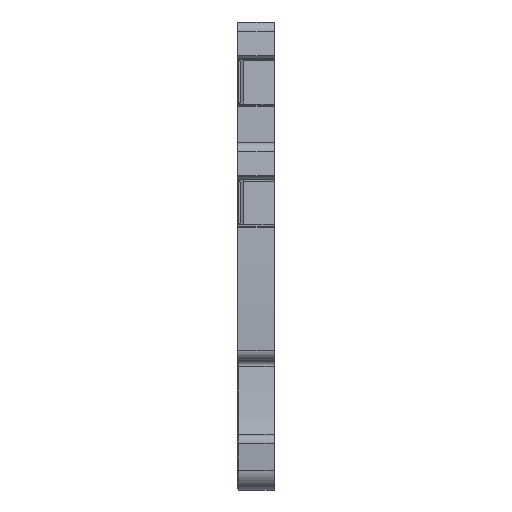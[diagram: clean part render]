
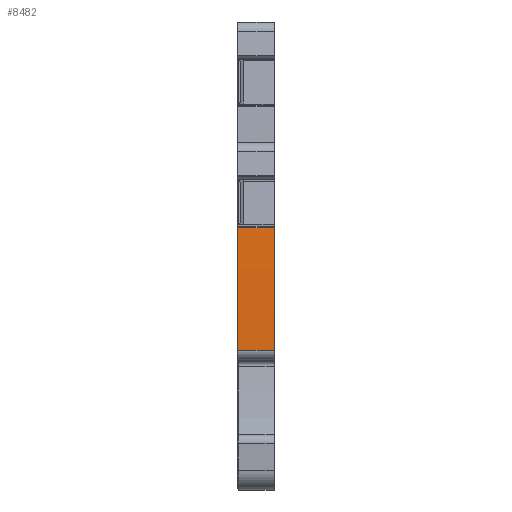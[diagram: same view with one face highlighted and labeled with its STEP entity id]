
A CAD part, front view. The second image highlights one B-rep face of the part: STEP entity #8482.
In plain terms, the highlighted cylindrical face has radius 122.2 mm (diameter 244.4 mm), a partial arc.
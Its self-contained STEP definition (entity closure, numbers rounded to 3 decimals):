
#1373=AXIS2_PLACEMENT_3D('Circle Axis2P3D',#1371,#1372,$) ;
#7793=AXIS2_PLACEMENT_3D('Cylinder Axis2P3D',#7790,#7791,#7792) ;
#8466=AXIS2_PLACEMENT_3D('Circle Axis2P3D',#8464,#8465,$) ;
#1368=CARTESIAN_POINT('Vertex',(3.5,1.748,25.212)) ;
#1371=CARTESIAN_POINT('Axis2P3D Location',(3.5,123.675,17.05)) ;
#1375=CARTESIAN_POINT('Vertex',(3.5,1.529,13.42)) ;
#7790=CARTESIAN_POINT('Axis2P3D Location',(1.75,123.675,17.05)) ;
#8448=CARTESIAN_POINT('Vertex',(0.,1.748,25.212)) ;
#8451=CARTESIAN_POINT('Line Origine',(1.75,1.748,25.212)) ;
#8464=CARTESIAN_POINT('Axis2P3D Location',(0.,123.675,17.05)) ;
#8468=CARTESIAN_POINT('Vertex',(0.,1.529,13.42)) ;
#8471=CARTESIAN_POINT('Line Origine',(1.75,1.529,13.42)) ;
#1372=DIRECTION('Axis2P3D Direction',(1.,0.,0.)) ;
#7791=DIRECTION('Axis2P3D Direction',(1.,0.,0.)) ;
#7792=DIRECTION('Axis2P3D XDirection',(0.,-0.992,0.126)) ;
#8452=DIRECTION('Vector Direction',(1.,0.,0.)) ;
#8465=DIRECTION('Axis2P3D Direction',(1.,0.,0.)) ;
#8472=DIRECTION('Vector Direction',(1.,0.,0.)) ;
#8453=VECTOR('Line Direction',#8452,1.) ;
#8473=VECTOR('Line Direction',#8472,1.) ;
#8477=ORIENTED_EDGE('',*,*,#8470,.T.) ;
#8478=ORIENTED_EDGE('',*,*,#8475,.F.) ;
#8479=ORIENTED_EDGE('',*,*,#1377,.F.) ;
#8480=ORIENTED_EDGE('',*,*,#8455,.T.) ;
#8482=ADVANCED_FACE('V1',(#8481),#7794,.T.) ;
#1374=CIRCLE('generated circle',#1373,122.2) ;
#8467=CIRCLE('generated circle',#8466,122.2) ;
#7794=CYLINDRICAL_SURFACE('generated cylinder',#7793,122.2) ;
#1377=EDGE_CURVE('',#1369,#1376,#1374,.T.) ;
#8455=EDGE_CURVE('',#1369,#8449,#8454,.F.) ;
#8470=EDGE_CURVE('',#8449,#8469,#8467,.T.) ;
#8475=EDGE_CURVE('',#1376,#8469,#8474,.F.) ;
#8476=EDGE_LOOP('',(#8477,#8478,#8479,#8480)) ;
#8481=FACE_OUTER_BOUND('',#8476,.T.) ;
#8454=LINE('Line',#8451,#8453) ;
#8474=LINE('Line',#8471,#8473) ;
#1369=VERTEX_POINT('',#1368) ;
#1376=VERTEX_POINT('',#1375) ;
#8449=VERTEX_POINT('',#8448) ;
#8469=VERTEX_POINT('',#8468) ;
